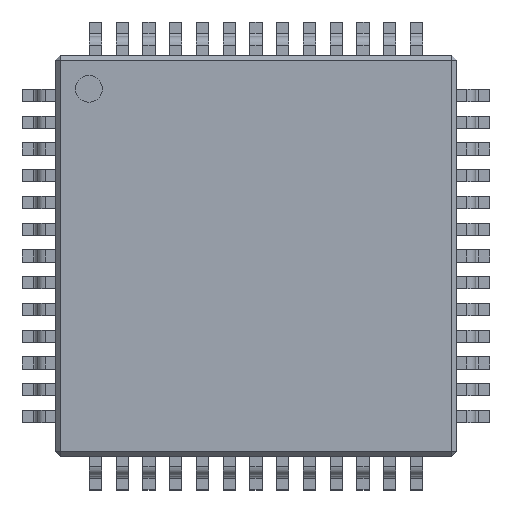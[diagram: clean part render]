
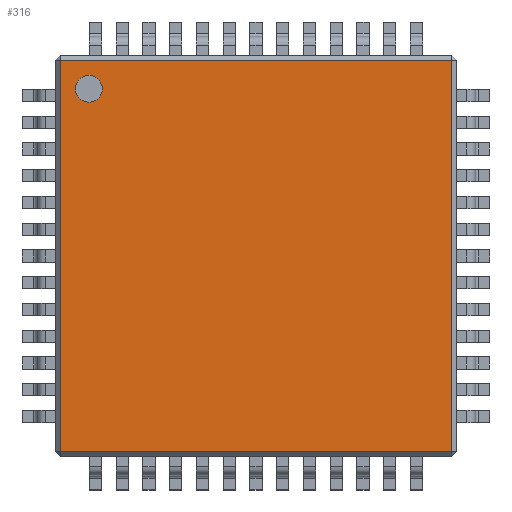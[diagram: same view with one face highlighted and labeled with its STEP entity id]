
A CAD part, top view. The second image highlights one B-rep face of the part: STEP entity #316.
In plain terms, the highlighted planar face has unit normal (0, 0, 1).
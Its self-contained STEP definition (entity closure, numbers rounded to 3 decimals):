
#13=DIRECTION('',(0.,0.,1.));
#14=DIRECTION('',(1.,0.,0.));
#116=VECTOR('',#117,1.);
#117=DIRECTION('',(0.,1.,0.));
#190=VERTEX_POINT('',#191);
#191=CARTESIAN_POINT('',(-5.85,-5.85,1.));
#199=VERTEX_POINT('',#200);
#200=CARTESIAN_POINT('',(-5.85,5.85,1.));
#205=ORIENTED_EDGE('',*,*,#206,.F.);
#206=EDGE_CURVE('',#190,#199,#207,.T.);
#207=LINE('',#208,#116);
#208=CARTESIAN_POINT('',(-5.85,-6.,1.));
#274=VECTOR('',#14,1.);
#316=ADVANCED_FACE('',(#317,#335),#344,.T.);
#317=FACE_BOUND('',#318,.T.);
#318=EDGE_LOOP('',(#205,#319,#325,#331));
#319=ORIENTED_EDGE('',*,*,#320,.T.);
#320=EDGE_CURVE('',#190,#321,#323,.T.);
#321=VERTEX_POINT('',#322);
#322=CARTESIAN_POINT('',(5.85,-5.85,1.));
#323=LINE('',#324,#274);
#324=CARTESIAN_POINT('',(-6.,-5.85,1.));
#325=ORIENTED_EDGE('',*,*,#326,.T.);
#326=EDGE_CURVE('',#321,#327,#329,.T.);
#327=VERTEX_POINT('',#328);
#328=CARTESIAN_POINT('',(5.85,5.85,1.));
#329=LINE('',#330,#116);
#330=CARTESIAN_POINT('',(5.85,-6.,1.));
#331=ORIENTED_EDGE('',*,*,#332,.F.);
#332=EDGE_CURVE('',#199,#327,#333,.T.);
#333=LINE('',#334,#274);
#334=CARTESIAN_POINT('',(-6.,5.85,1.));
#335=FACE_BOUND('',#336,.T.);
#336=EDGE_LOOP('',(#337));
#337=ORIENTED_EDGE('',*,*,#338,.F.);
#338=EDGE_CURVE('',#339,#339,#341,.T.);
#339=VERTEX_POINT('',#340);
#340=CARTESIAN_POINT('',(-4.6,5.,1.));
#341=CIRCLE('',#342,0.4);
#342=AXIS2_PLACEMENT_3D('',#343,#13,#14);
#343=CARTESIAN_POINT('',(-5.,5.,1.));
#344=PLANE('',#345);
#345=AXIS2_PLACEMENT_3D('',#346,#13,#14);
#346=CARTESIAN_POINT('',(-6.,-6.,1.));
